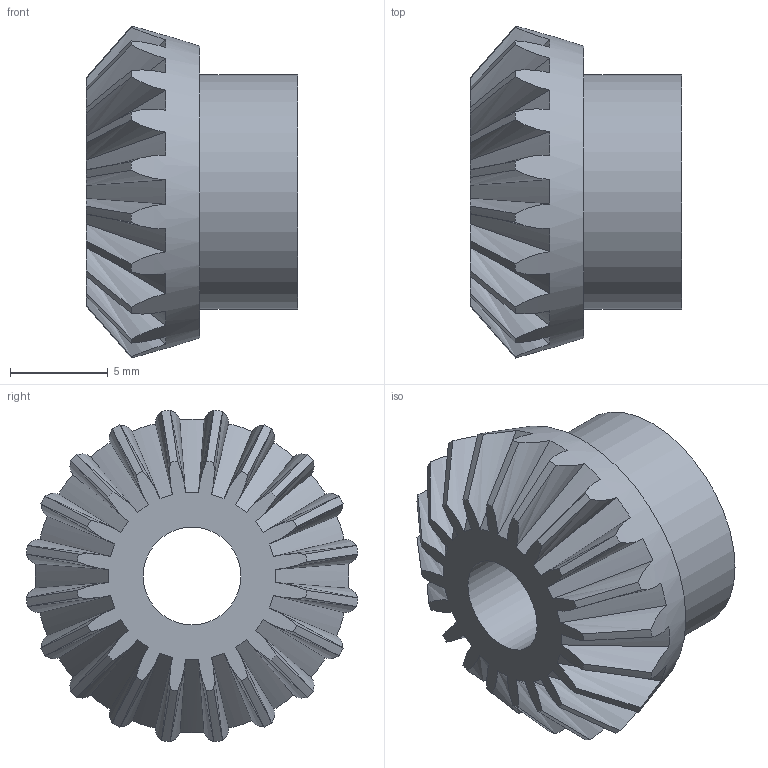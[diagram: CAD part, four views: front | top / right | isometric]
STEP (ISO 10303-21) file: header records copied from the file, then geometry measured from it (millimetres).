
FILE_DESCRIPTION(/* description */ (''),/* implementation_level */ '2;1');
FILE_NAME(/* name */ '2810N2_Plastic Miter Gear.step',/* time_stamp */ '2022-07-12T14:57:44-07:00',/* author */ (''),/* organization */ (''),/* preprocessor_version */ 'ST-DEVELOPER v19',/* originating_system */ 'Autodesk Translation Framework v11.7.0.108',/* authorisation */ '');
FILE_SCHEMA (('AUTOMOTIVE_DESIGN { 1 0 10303 214 3 1 1 }'));
Length unit declared in the file: centimetre
Products named in the file (1): 2810N2_Plastic Miter Gear
Bounding box: 10.8 x 16.95 x 16.95 mm (x, y, z)
Volume: 1246.8 mm3; surface area: 1103.7 mm2
Topology: 1 solids, 1 shells, 88 faces, 252 edges, 168 vertices
Faces by surface type: bspline 60, cone 21, plane 4, cylinder 3
Full cylindrical faces by diameter (mm): 5 x1, 6 x1, 12 x1
Entity records: 4081 total; most frequent: CARTESIAN_POINT 2089, ORIENTED_EDGE 504, DIRECTION 258, EDGE_CURVE 252, VERTEX_POINT 168, B_SPLINE_CURVE_WITH_KNOTS 120, AXIS2_PLACEMENT_3D 97, EDGE_LOOP 92
